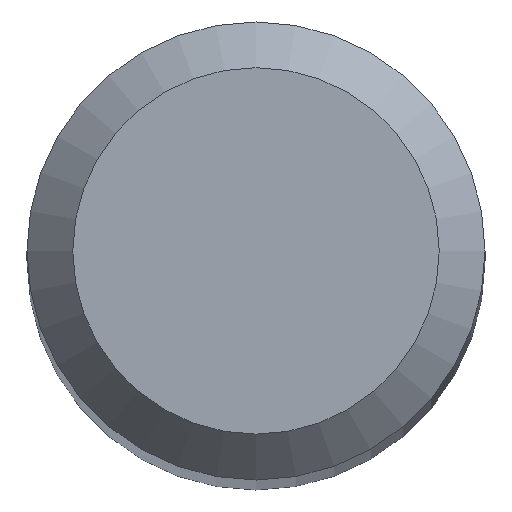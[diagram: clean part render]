
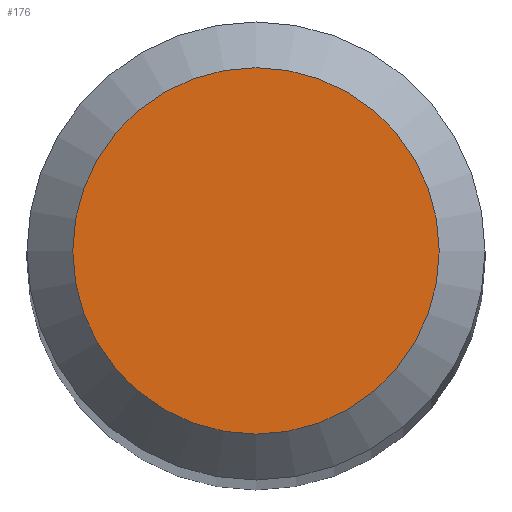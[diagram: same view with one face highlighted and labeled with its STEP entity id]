
A CAD part, top view. The second image highlights one B-rep face of the part: STEP entity #176.
In plain terms, the highlighted planar face has unit normal (0, 0, 1).
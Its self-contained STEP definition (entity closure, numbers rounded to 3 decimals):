
#8 = AXIS2_PLACEMENT_3D ( 'NONE', #180, #202, #84 ) ;
#9 = EDGE_CURVE ( 'NONE', #91, #91, #77, .T. ) ;
#17 = DIRECTION ( 'NONE',  ( 0., 0., -1. ) ) ;
#32 = ORIENTED_EDGE ( 'NONE', *, *, #9, .F. ) ;
#38 = CARTESIAN_POINT ( 'NONE',  ( 0., 0., 38. ) ) ;
#72 = FACE_OUTER_BOUND ( 'NONE', #201, .T. ) ;
#77 = CIRCLE ( 'NONE', #8, 0.8 ) ;
#84 = DIRECTION ( 'NONE',  ( 0., 1., 0. ) ) ;
#91 = VERTEX_POINT ( 'NONE', #114 ) ;
#114 = CARTESIAN_POINT ( 'NONE',  ( 0., 0.8, 38. ) ) ;
#129 = PLANE ( 'NONE',  #170 ) ;
#131 = DIRECTION ( 'NONE',  ( 0., 1., 0. ) ) ;
#170 = AXIS2_PLACEMENT_3D ( 'NONE', #38, #17, #131 ) ;
#176 = ADVANCED_FACE ( 'NONE', ( #72 ), #129, .F. ) ;
#180 = CARTESIAN_POINT ( 'NONE',  ( 0., 0., 38. ) ) ;
#201 = EDGE_LOOP ( 'NONE', ( #32 ) ) ;
#202 = DIRECTION ( 'NONE',  ( 0., 0., -1. ) ) ;
